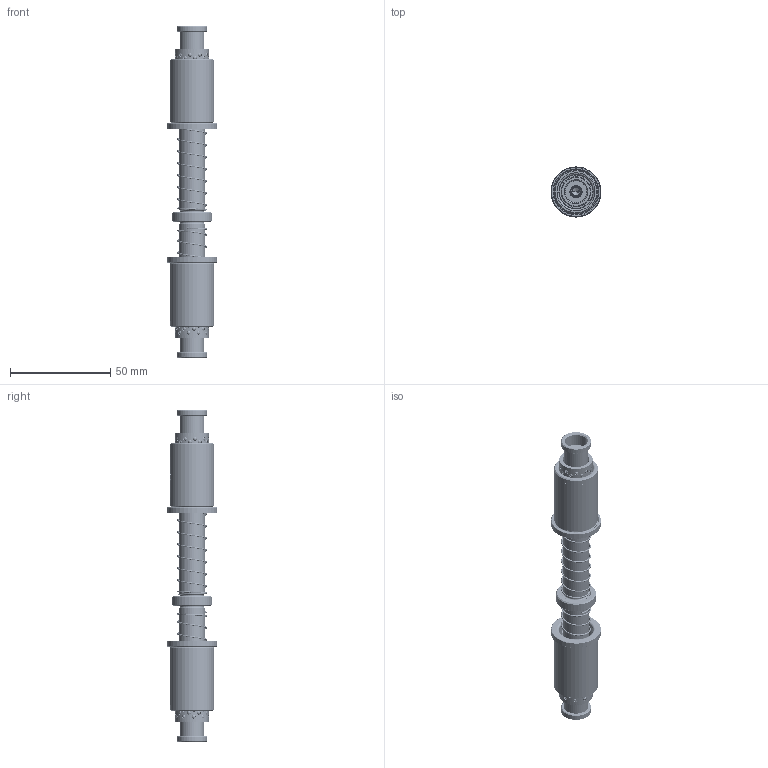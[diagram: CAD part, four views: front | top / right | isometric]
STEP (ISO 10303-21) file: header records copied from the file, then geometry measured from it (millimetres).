
FILE_DESCRIPTION (( 'STEP AP214' ), '1' );
FILE_NAME ('BJGPH BSGPH-D13-LA80-LB60-絳杶BL35.STEP', '2021-09-29T05:55:18', ( 'User' ), ( 'china' ), 'SwSTEP 2.0', 'SolidWorks 2016', '' );
FILE_SCHEMA (( 'AUTOMOTIVE_DESIGN' ));
Length unit declared in the file: millimetre
Products named in the file (10): BSH BJH-D16.7-13.3-L30; HWP-B-D14.9-d13.5-L50; HWP-B-D14.9-d13.5-L70; GGTK-D15-d12-10; GPWH-D13-80-60-10; BJGPH BSGPH-D13-LA80-LB60-絳杶BL35; GBBH--D22-d17-L35; GBBH-D22-d17-L35; BALL-D2
Assembly tree (160 placements, depth 3):
  BJGPH BSGPH-D13-LA80-LB60-絳杶BL35
    GPWH-D13-80-60-10
    GGTK-D15-d12-10  x2
    HWP-B-D14.9-d13.5-L70
    HWP-B-D14.9-d13.5-L50
    BSH BJH-D16.7-13.3-L30  x2
      BSH BJH-D16.7-13.3-L30
      BALL-D2
    GBBH-D22-d17-L35
    GBBH--D22-d17-L35
Bounding box: 25 x 25 x 166 mm (x, y, z)
Volume: 36006.4 mm3; surface area: 33414.2 mm2
Topology: 309 solids, 309 shells, 1410 faces, 5980 edges, 3956 vertices
Faces by surface type: sphere 1200, cylinder 68, cone 68, plane 42, torus 20, bspline 12
Entity records: 36170 total; most frequent: CARTESIAN_POINT 22650, ORIENTED_EDGE 2692, DIRECTION 2426, EDGE_CURVE 1346, AXIS2_PLACEMENT_3D 1138, VERTEX_POINT 874, EDGE_LOOP 784, B_SPLINE_CURVE_WITH_KNOTS 688
